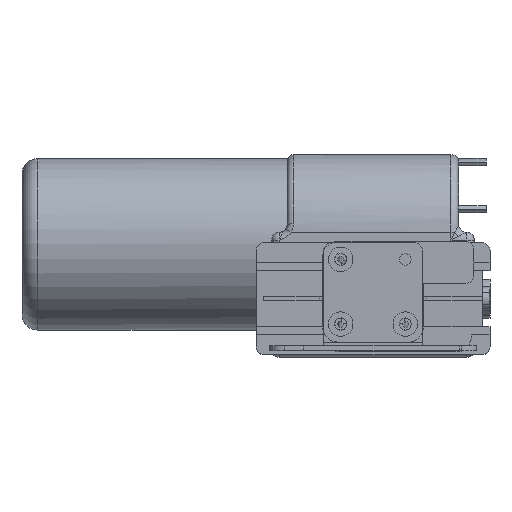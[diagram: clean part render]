
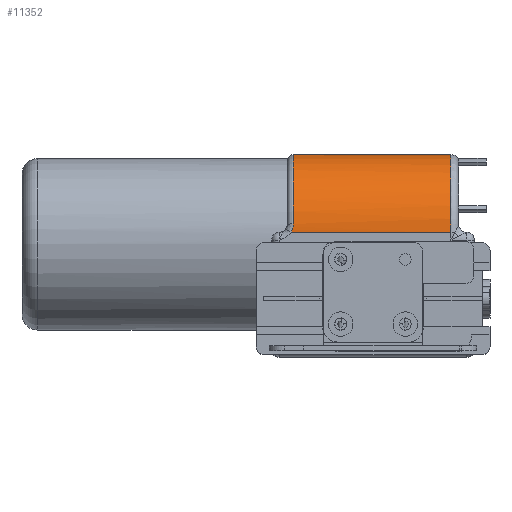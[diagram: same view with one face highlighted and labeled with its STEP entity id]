
A CAD part, top view. The second image highlights one B-rep face of the part: STEP entity #11352.
In plain terms, the highlighted cylindrical face has radius 31.75 mm (diameter 63.5 mm), a partial arc.
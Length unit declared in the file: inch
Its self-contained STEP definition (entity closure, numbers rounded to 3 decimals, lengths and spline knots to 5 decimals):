
#60=B_SPLINE_CURVE_WITH_KNOTS('',3,(#18866,#18867,#18868,#18869),
 .UNSPECIFIED.,.F.,.F.,(4,4),(0.,0.33403),
 .UNSPECIFIED.);
#1058=FACE_OUTER_BOUND('',#1694,.T.);
#1694=EDGE_LOOP('',(#10384,#10385,#10386,#10387,#10388));
#2910=LINE('',#19349,#4119);
#2911=LINE('',#19351,#4120);
#4119=VECTOR('',#15390,2.56129);
#4120=VECTOR('',#15393,2.525);
#4532=CIRCLE('',#12266,1.25);
#4568=CIRCLE('',#12327,1.25);
#5579=VERTEX_POINT('',#18806);
#5583=VERTEX_POINT('',#18859);
#5585=VERTEX_POINT('',#18871);
#5630=VERTEX_POINT('',#19228);
#5632=VERTEX_POINT('',#19234);
#7143=EDGE_CURVE('',#5579,#5583,#60,.T.);
#7146=EDGE_CURVE('',#5583,#5585,#4532,.T.);
#7220=EDGE_CURVE('',#5632,#5630,#4568,.T.);
#7272=EDGE_CURVE('',#5579,#5630,#2910,.F.);
#7273=EDGE_CURVE('',#5585,#5632,#2911,.T.);
#10384=ORIENTED_EDGE('',*,*,#7143,.F.);
#10385=ORIENTED_EDGE('',*,*,#7272,.T.);
#10386=ORIENTED_EDGE('',*,*,#7220,.F.);
#10387=ORIENTED_EDGE('',*,*,#7273,.F.);
#10388=ORIENTED_EDGE('',*,*,#7146,.F.);
#10811=CYLINDRICAL_SURFACE('',#12344,1.25);
#11352=ADVANCED_FACE('',(#1058),#10811,.T.);
#12266=AXIS2_PLACEMENT_3D('',#18875,#15173,#15174);
#12327=AXIS2_PLACEMENT_3D('',#19236,#15317,#15318);
#12344=AXIS2_PLACEMENT_3D('',#19350,#15391,#15392);
#15173=DIRECTION('center_axis',(-1.,0.,0.));
#15174=DIRECTION('ref_axis',(0.,0.733,0.68));
#15317=DIRECTION('center_axis',(1.,0.,0.));
#15318=DIRECTION('ref_axis',(0.,0.707,0.707));
#15390=DIRECTION('',(-1.,0.,0.));
#15391=DIRECTION('center_axis',(-1.,0.,0.));
#15392=DIRECTION('ref_axis',(0.,-1.,0.));
#15393=DIRECTION('',(1.,0.,0.));
#18806=CARTESIAN_POINT('',(-1.71754,1.0625,0.));
#18859=CARTESIAN_POINT('',(-1.68125,1.19764,-0.00733));
#18866=CARTESIAN_POINT('Ctrl Pts',(-1.71754,1.0625,0.));
#18867=CARTESIAN_POINT('Ctrl Pts',(-1.69399,1.10269,0.));
#18868=CARTESIAN_POINT('Ctrl Pts',(-1.68125,1.15028,-0.00218));
#18869=CARTESIAN_POINT('Ctrl Pts',(-1.68125,1.19764,-0.00733));
#18871=CARTESIAN_POINT('',(-1.68125,2.3125,-1.25));
#18875=CARTESIAN_POINT('Origin',(-1.68125,1.0625,-1.25));
#19228=CARTESIAN_POINT('',(0.84375,1.0625,0.));
#19234=CARTESIAN_POINT('',(0.84375,2.3125,-1.25));
#19236=CARTESIAN_POINT('Origin',(0.84375,1.0625,-1.25));
#19349=CARTESIAN_POINT('',(1.3125,1.0625,0.));
#19350=CARTESIAN_POINT('Origin',(1.3125,1.0625,-1.25));
#19351=CARTESIAN_POINT('',(1.3125,2.3125,-1.25));
